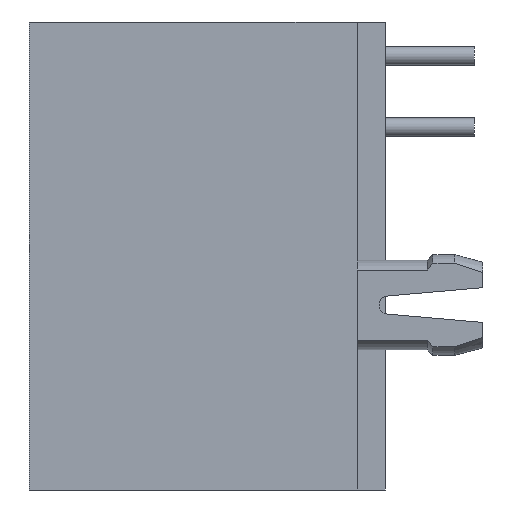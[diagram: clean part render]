
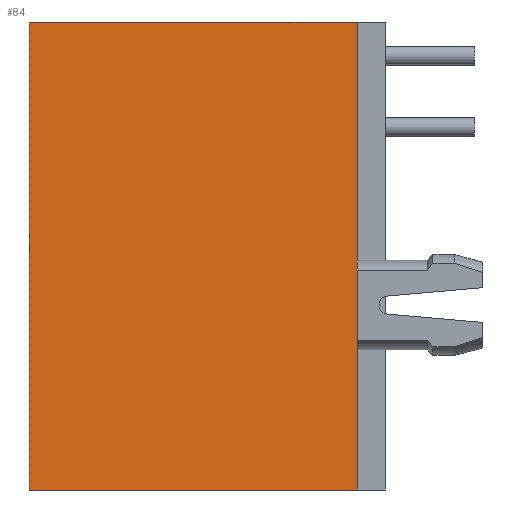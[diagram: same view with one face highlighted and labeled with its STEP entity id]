
A CAD part, left-side view. The second image highlights one B-rep face of the part: STEP entity #84.
In plain terms, the highlighted planar face has unit normal (-1, 0, 0).
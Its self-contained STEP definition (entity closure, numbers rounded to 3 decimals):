
#84=ADVANCED_FACE('3577',(#499),#500,.T.);
#499=FACE_OUTER_BOUND('',#1239,.T.);
#500=PLANE('',#1240);
#1239=EDGE_LOOP('',(#2311,#2312,#2313,#2314));
#1240=AXIS2_PLACEMENT_3D('',#2315,#2316,#2317);
#2311=ORIENTED_EDGE('',*,*,#5063,.F.);
#2312=ORIENTED_EDGE('',*,*,#5082,.F.);
#2313=ORIENTED_EDGE('',*,*,#4903,.T.);
#2314=ORIENTED_EDGE('',*,*,#4985,.T.);
#2315=CARTESIAN_POINT('',(-12.51,6.35,0.0));
#2316=DIRECTION('',(-1.0,0.0,0.0));
#2317=DIRECTION('',(0.0,0.0,1.0));
#4903=EDGE_CURVE('4259',#5883,#5884,#5885,.T.);
#4985=EDGE_CURVE('4471',#5884,#6045,#6047,.T.);
#5063=EDGE_CURVE('4260',#6178,#6045,#6180,.T.);
#5082=EDGE_CURVE('3922',#5883,#6178,#6210,.T.);
#5883=VERTEX_POINT('',#7475);
#5884=VERTEX_POINT('',#7476);
#5885=LINE('',#7477,#7478);
#6045=VERTEX_POINT('',#7718);
#6047=LINE('',#7721,#7722);
#6178=VERTEX_POINT('',#7907);
#6180=LINE('',#7910,#7911);
#6210=LINE('',#7959,#7960);
#7475=CARTESIAN_POINT('',(-12.51,6.35,0.0));
#7476=CARTESIAN_POINT('',(-12.51,-5.35,0.0));
#7477=CARTESIAN_POINT('',(-12.51,6.35,0.0));
#7478=VECTOR('',#9811,11.7);
#7718=CARTESIAN_POINT('',(-12.51,-5.35,16.7));
#7721=CARTESIAN_POINT('',(-12.51,-5.35,0.0));
#7722=VECTOR('',#9893,16.7);
#7907=CARTESIAN_POINT('',(-12.51,6.35,16.7));
#7910=CARTESIAN_POINT('',(-12.51,6.35,16.7));
#7911=VECTOR('',#10043,11.7);
#7959=CARTESIAN_POINT('',(-12.51,6.35,0.0));
#7960=VECTOR('',#10062,16.7);
#9811=DIRECTION('',(0.0,-1.0,0.0));
#9893=DIRECTION('',(0.0,0.0,1.0));
#10043=DIRECTION('',(0.0,-1.0,0.0));
#10062=DIRECTION('',(0.0,0.0,1.0));
